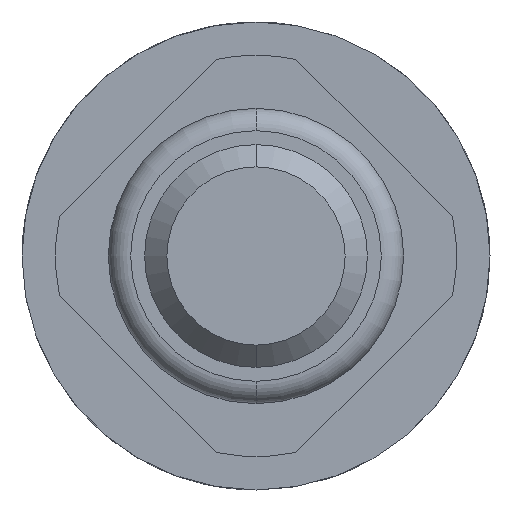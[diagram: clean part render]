
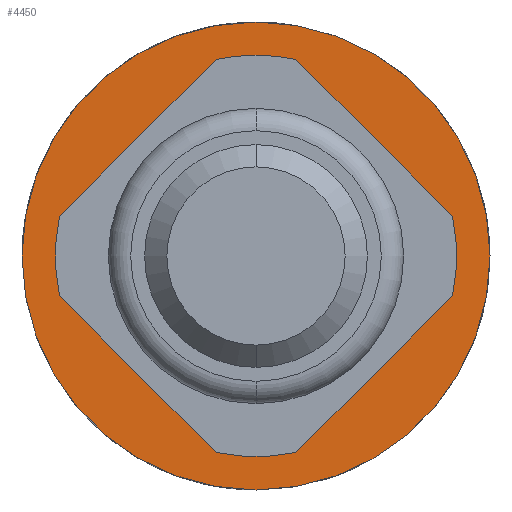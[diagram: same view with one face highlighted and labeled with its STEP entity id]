
A CAD part, front view. The second image highlights one B-rep face of the part: STEP entity #4450.
In plain terms, the highlighted planar face has unit normal (0, -1, 0).
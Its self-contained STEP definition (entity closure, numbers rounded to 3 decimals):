
#120 = AXIS2_PLACEMENT_3D ( 'NONE', #1631, #4669, #1341 ) ;
#148 = CARTESIAN_POINT ( 'NONE',  ( 0., 5.3, 0. ) ) ;
#265 = EDGE_CURVE ( 'Defeature ausgef�hrt2_21+Defeature ausgef�hrt2_20+Defeature ausgef�hrt2_20+Defeature ausgef�hrt2_20', #2596, #1476, #2404, .T. ) ;
#315 = EDGE_CURVE ( 'Defeature ausgef�hrt2_21+Defeature ausgef�hrt2_20+Defeature ausgef�hrt2_20+Defeature ausgef�hrt2_20', #1476, #2596, #823, .T. ) ;
#365 = DIRECTION ( 'NONE',  ( 0., 0., 1. ) ) ;
#413 = CARTESIAN_POINT ( 'NONE',  ( 0., 5.3, 0. ) ) ;
#823 = CIRCLE ( 'NONE', #4046, 2.1 ) ;
#882 = DIRECTION ( 'NONE',  ( 0., 1., 0. ) ) ;
#968 = AXIS2_PLACEMENT_3D ( 'NONE', #2909, #3225, #365 ) ;
#976 = VERTEX_POINT ( 'NONE', #2492 ) ;
#1089 = EDGE_CURVE ( 'Defeature ausgef�hrt2_20+Defeature ausgef�hrt2_19+Defeature ausgef�hrt2_19+Defeature ausgef�hrt2_19', #976, #3701, #2115, .T. ) ;
#1313 = EDGE_LOOP ( 'NONE', ( #4672, #1915 ) ) ;
#1341 = DIRECTION ( 'NONE',  ( 0., 0., 1. ) ) ;
#1406 = FACE_BOUND ( 'NONE', #2889, .T. ) ;
#1439 = ORIENTED_EDGE ( 'NONE', *, *, #3251, .T. ) ;
#1476 = VERTEX_POINT ( 'NONE', #4577 ) ;
#1631 = CARTESIAN_POINT ( 'NONE',  ( 2.1, 5.3, 0. ) ) ;
#1829 = AXIS2_PLACEMENT_3D ( 'NONE', #413, #1880, #2901 ) ;
#1880 = DIRECTION ( 'NONE',  ( 0., 1., 0. ) ) ;
#1915 = ORIENTED_EDGE ( 'NONE', *, *, #265, .F. ) ;
#1934 = DIRECTION ( 'NONE',  ( 0., 1., 0. ) ) ;
#2115 = CIRCLE ( 'NONE', #4385, 0.9 ) ;
#2301 = DIRECTION ( 'NONE',  ( 0., 0., 1. ) ) ;
#2315 = FACE_OUTER_BOUND ( 'NONE', #1313, .T. ) ;
#2404 = CIRCLE ( 'NONE', #1829, 2.1 ) ;
#2492 = CARTESIAN_POINT ( 'NONE',  ( 0., 5.3, -0.9 ) ) ;
#2596 = VERTEX_POINT ( 'NONE', #2986 ) ;
#2889 = EDGE_LOOP ( 'NONE', ( #1439, #4063 ) ) ;
#2901 = DIRECTION ( 'NONE',  ( 0., 0., 1. ) ) ;
#2909 = CARTESIAN_POINT ( 'NONE',  ( 0., 5.3, 0. ) ) ;
#2986 = CARTESIAN_POINT ( 'NONE',  ( 0., 5.3, -2.1 ) ) ;
#3091 = PLANE ( 'NONE',  #120 ) ;
#3225 = DIRECTION ( 'NONE',  ( 0., 1., 0. ) ) ;
#3251 = EDGE_CURVE ( 'Defeature ausgef�hrt2_20+Defeature ausgef�hrt2_19+Defeature ausgef�hrt2_19+Defeature ausgef�hrt2_19', #3701, #976, #3478, .T. ) ;
#3478 = CIRCLE ( 'NONE', #968, 0.9 ) ;
#3701 = VERTEX_POINT ( 'NONE', #4629 ) ;
#4046 = AXIS2_PLACEMENT_3D ( 'NONE', #148, #882, #4169 ) ;
#4063 = ORIENTED_EDGE ( 'NONE', *, *, #1089, .T. ) ;
#4169 = DIRECTION ( 'NONE',  ( 0., 0., 1. ) ) ;
#4385 = AXIS2_PLACEMENT_3D ( 'NONE', #4481, #1934, #2301 ) ;
#4450 = ADVANCED_FACE ( 'Defeature ausgef�hrt2_20', ( #2315, #1406 ), #3091, .F. ) ;
#4481 = CARTESIAN_POINT ( 'NONE',  ( 0., 5.3, 0. ) ) ;
#4577 = CARTESIAN_POINT ( 'NONE',  ( 0., 5.3, 2.1 ) ) ;
#4629 = CARTESIAN_POINT ( 'NONE',  ( 0., 5.3, 0.9 ) ) ;
#4669 = DIRECTION ( 'NONE',  ( 0., 1., 0. ) ) ;
#4672 = ORIENTED_EDGE ( 'NONE', *, *, #315, .F. ) ;
